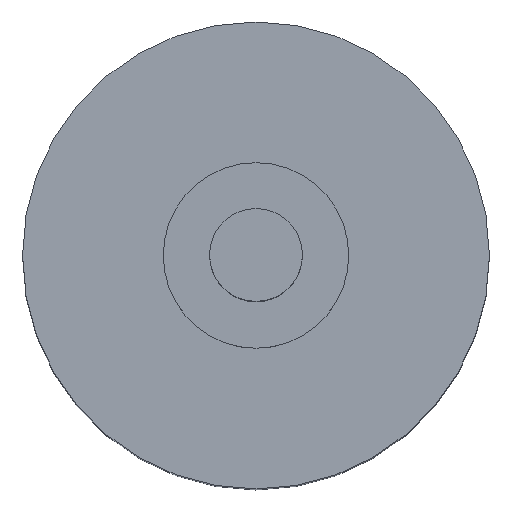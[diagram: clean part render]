
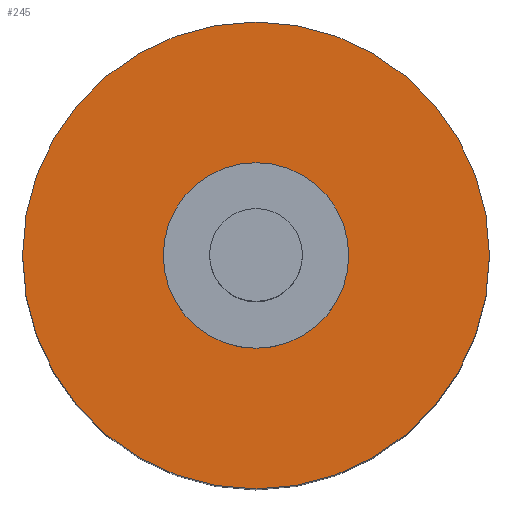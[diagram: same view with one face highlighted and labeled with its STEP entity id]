
A CAD part, top view. The second image highlights one B-rep face of the part: STEP entity #245.
In plain terms, the highlighted planar face has unit normal (0, 0, 1).
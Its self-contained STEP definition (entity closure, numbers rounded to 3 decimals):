
#3 = ORIENTED_EDGE ( 'NONE', *, *, #334, .T. ) ;
#16 = CARTESIAN_POINT ( 'NONE',  ( 15.1, 0., 38.4 ) ) ;
#20 = DIRECTION ( 'NONE',  ( 0., 0., 1. ) ) ;
#24 = CIRCLE ( 'NONE', #91, 6. ) ;
#56 = DIRECTION ( 'NONE',  ( 1., 0., 0. ) ) ;
#86 = ORIENTED_EDGE ( 'NONE', *, *, #338, .T. ) ;
#91 = AXIS2_PLACEMENT_3D ( 'NONE', #420, #147, #56 ) ;
#100 = CARTESIAN_POINT ( 'NONE',  ( 0., 0., 38.4 ) ) ;
#120 = AXIS2_PLACEMENT_3D ( 'NONE', #442, #519, #438 ) ;
#127 = EDGE_LOOP ( 'NONE', ( #86, #3 ) ) ;
#133 = CIRCLE ( 'NONE', #313, 15.1 ) ;
#147 = DIRECTION ( 'NONE',  ( 0., 0., 1. ) ) ;
#151 = VERTEX_POINT ( 'NONE', #283 ) ;
#165 = FACE_BOUND ( 'NONE', #169, .T. ) ;
#169 = EDGE_LOOP ( 'NONE', ( #218, #291 ) ) ;
#174 = VERTEX_POINT ( 'NONE', #234 ) ;
#207 = CARTESIAN_POINT ( 'NONE',  ( -15.1, 0., 38.4 ) ) ;
#212 = DIRECTION ( 'NONE',  ( 0., 0., 1. ) ) ;
#218 = ORIENTED_EDGE ( 'NONE', *, *, #512, .F. ) ;
#234 = CARTESIAN_POINT ( 'NONE',  ( 6., 0., 38.4 ) ) ;
#245 = ADVANCED_FACE ( 'NONE', ( #165, #377 ), #250, .T. ) ;
#250 = PLANE ( 'NONE',  #419 ) ;
#254 = CIRCLE ( 'NONE', #305, 15.1 ) ;
#267 = DIRECTION ( 'NONE',  ( 1., 0., 0. ) ) ;
#283 = CARTESIAN_POINT ( 'NONE',  ( -6., 0., 38.4 ) ) ;
#291 = ORIENTED_EDGE ( 'NONE', *, *, #356, .F. ) ;
#299 = VERTEX_POINT ( 'NONE', #207 ) ;
#305 = AXIS2_PLACEMENT_3D ( 'NONE', #100, #20, #267 ) ;
#313 = AXIS2_PLACEMENT_3D ( 'NONE', #425, #515, #345 ) ;
#332 = CARTESIAN_POINT ( 'NONE',  ( 0., 0., 38.4 ) ) ;
#334 = EDGE_CURVE ( 'NONE', #409, #299, #133, .T. ) ;
#338 = EDGE_CURVE ( 'NONE', #299, #409, #254, .T. ) ;
#345 = DIRECTION ( 'NONE',  ( 1., 0., 0. ) ) ;
#348 = CIRCLE ( 'NONE', #120, 6. ) ;
#356 = EDGE_CURVE ( 'NONE', #174, #151, #24, .T. ) ;
#365 = DIRECTION ( 'NONE',  ( 1., 0., 0. ) ) ;
#377 = FACE_OUTER_BOUND ( 'NONE', #127, .T. ) ;
#409 = VERTEX_POINT ( 'NONE', #16 ) ;
#419 = AXIS2_PLACEMENT_3D ( 'NONE', #332, #212, #365 ) ;
#420 = CARTESIAN_POINT ( 'NONE',  ( 0., 0., 38.4 ) ) ;
#425 = CARTESIAN_POINT ( 'NONE',  ( 0., 0., 38.4 ) ) ;
#438 = DIRECTION ( 'NONE',  ( 1., 0., 0. ) ) ;
#442 = CARTESIAN_POINT ( 'NONE',  ( 0., 0., 38.4 ) ) ;
#512 = EDGE_CURVE ( 'NONE', #151, #174, #348, .T. ) ;
#515 = DIRECTION ( 'NONE',  ( 0., 0., 1. ) ) ;
#519 = DIRECTION ( 'NONE',  ( 0., 0., 1. ) ) ;
